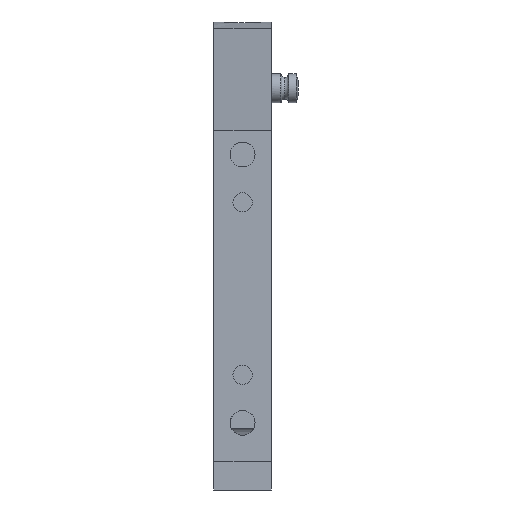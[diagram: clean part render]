
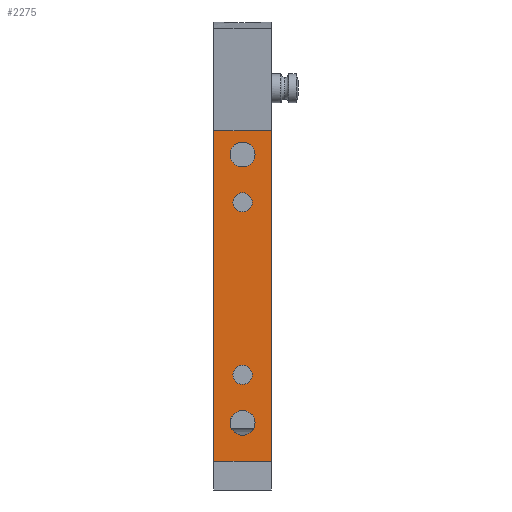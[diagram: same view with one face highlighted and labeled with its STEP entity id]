
A CAD part, front view. The second image highlights one B-rep face of the part: STEP entity #2275.
In plain terms, the highlighted planar face has unit normal (0, -1, 0).
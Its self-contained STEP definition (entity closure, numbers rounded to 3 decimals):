
#8 = VECTOR ( 'NONE', #2118, 1000. ) ;
#30 = LINE ( 'NONE', #1999, #303 ) ;
#303 = VECTOR ( 'NONE', #1036, 1000. ) ;
#354 = CIRCLE ( 'NONE', #2335, 1.3 ) ;
#367 = CARTESIAN_POINT ( 'NONE',  ( 0., -28., -22. ) ) ;
#433 = EDGE_LOOP ( 'NONE', ( #1878, #2478 ) ) ;
#480 = VERTEX_POINT ( 'NONE', #1046 ) ;
#511 = DIRECTION ( 'NONE',  ( 0., 0., 1. ) ) ;
#587 = AXIS2_PLACEMENT_3D ( 'NONE', #1990, #3188, #511 ) ;
#641 = DIRECTION ( 'NONE',  ( 0., 0., -1. ) ) ;
#733 = CARTESIAN_POINT ( 'NONE',  ( 0., -28., -20.7 ) ) ;
#766 = PLANE ( 'NONE',  #587 ) ;
#817 = DIRECTION ( 'NONE',  ( 0., 0., -1. ) ) ;
#825 = FACE_OUTER_BOUND ( 'NONE', #2092, .T. ) ;
#941 = VERTEX_POINT ( 'NONE', #1038 ) ;
#1036 = DIRECTION ( 'NONE',  ( -1., 0., 0. ) ) ;
#1038 = CARTESIAN_POINT ( 'NONE',  ( -3., -28., 8.5 ) ) ;
#1046 = CARTESIAN_POINT ( 'NONE',  ( 3., -28., 8.5 ) ) ;
#1054 = VECTOR ( 'NONE', #641, 1000. ) ;
#1072 = ORIENTED_EDGE ( 'NONE', *, *, #2685, .F. ) ;
#1073 = FACE_BOUND ( 'NONE', #433, .T. ) ;
#1157 = AXIS2_PLACEMENT_3D ( 'NONE', #1245, #2229, #1774 ) ;
#1179 = VERTEX_POINT ( 'NONE', #1514 ) ;
#1187 = VERTEX_POINT ( 'NONE', #2031 ) ;
#1242 = ORIENTED_EDGE ( 'NONE', *, *, #2123, .F. ) ;
#1245 = CARTESIAN_POINT ( 'NONE',  ( 0., -28., -22. ) ) ;
#1282 = VERTEX_POINT ( 'NONE', #2418 ) ;
#1368 = CARTESIAN_POINT ( 'NONE',  ( 0., -28., 6. ) ) ;
#1425 = VERTEX_POINT ( 'NONE', #1521 ) ;
#1464 = DIRECTION ( 'NONE',  ( -1., 0., 0. ) ) ;
#1467 = EDGE_CURVE ( 'NONE', #1773, #1491, #2146, .T. ) ;
#1491 = VERTEX_POINT ( 'NONE', #733 ) ;
#1514 = CARTESIAN_POINT ( 'NONE',  ( 3., -28., -26. ) ) ;
#1521 = CARTESIAN_POINT ( 'NONE',  ( -3., -28., -26. ) ) ;
#1550 = ORIENTED_EDGE ( 'NONE', *, *, #2198, .T. ) ;
#1568 = CARTESIAN_POINT ( 'NONE',  ( 3., -28., 8.5 ) ) ;
#1581 = DIRECTION ( 'NONE',  ( 0., 0., -1. ) ) ;
#1647 = DIRECTION ( 'NONE',  ( 0., -1., 0. ) ) ;
#1773 = VERTEX_POINT ( 'NONE', #1866 ) ;
#1774 = DIRECTION ( 'NONE',  ( 0., 0., -1. ) ) ;
#1778 = EDGE_CURVE ( 'NONE', #941, #1425, #2779, .T. ) ;
#1866 = CARTESIAN_POINT ( 'NONE',  ( 0., -28., -23.3 ) ) ;
#1878 = ORIENTED_EDGE ( 'NONE', *, *, #1467, .F. ) ;
#1990 = CARTESIAN_POINT ( 'NONE',  ( 3., -28., 8.5 ) ) ;
#1999 = CARTESIAN_POINT ( 'NONE',  ( 3., -28., -26. ) ) ;
#2031 = CARTESIAN_POINT ( 'NONE',  ( 0., -28., 7.3 ) ) ;
#2037 = ORIENTED_EDGE ( 'NONE', *, *, #2473, .F. ) ;
#2086 = DIRECTION ( 'NONE',  ( 0., 0., -1. ) ) ;
#2092 = EDGE_LOOP ( 'NONE', ( #2871, #1072, #1242, #1550 ) ) ;
#2118 = DIRECTION ( 'NONE',  ( 0., 0., -1. ) ) ;
#2123 = EDGE_CURVE ( 'NONE', #480, #1179, #2931, .T. ) ;
#2146 = CIRCLE ( 'NONE', #1157, 1.3 ) ;
#2198 = EDGE_CURVE ( 'NONE', #480, #941, #2494, .T. ) ;
#2228 = CIRCLE ( 'NONE', #2487, 1.3 ) ;
#2229 = DIRECTION ( 'NONE',  ( 0., -1., 0. ) ) ;
#2232 = EDGE_LOOP ( 'NONE', ( #2267, #2037 ) ) ;
#2267 = ORIENTED_EDGE ( 'NONE', *, *, #2841, .F. ) ;
#2275 = ADVANCED_FACE ( 'NONE', ( #2744, #1073, #825 ), #766, .F. ) ;
#2335 = AXIS2_PLACEMENT_3D ( 'NONE', #367, #1647, #2086 ) ;
#2356 = CARTESIAN_POINT ( 'NONE',  ( 0., -28., 6. ) ) ;
#2399 = CARTESIAN_POINT ( 'NONE',  ( 3., -28., 8.5 ) ) ;
#2418 = CARTESIAN_POINT ( 'NONE',  ( 0., -28., 4.7 ) ) ;
#2454 = EDGE_CURVE ( 'NONE', #1491, #1773, #354, .T. ) ;
#2473 = EDGE_CURVE ( 'NONE', #1187, #1282, #2641, .T. ) ;
#2478 = ORIENTED_EDGE ( 'NONE', *, *, #2454, .F. ) ;
#2487 = AXIS2_PLACEMENT_3D ( 'NONE', #1368, #3044, #817 ) ;
#2494 = LINE ( 'NONE', #1568, #2808 ) ;
#2641 = CIRCLE ( 'NONE', #3153, 1.3 ) ;
#2685 = EDGE_CURVE ( 'NONE', #1179, #1425, #30, .T. ) ;
#2744 = FACE_BOUND ( 'NONE', #2232, .T. ) ;
#2779 = LINE ( 'NONE', #3047, #8 ) ;
#2808 = VECTOR ( 'NONE', #1464, 1000. ) ;
#2841 = EDGE_CURVE ( 'NONE', #1282, #1187, #2228, .T. ) ;
#2852 = DIRECTION ( 'NONE',  ( 0., -1., 0. ) ) ;
#2871 = ORIENTED_EDGE ( 'NONE', *, *, #1778, .T. ) ;
#2931 = LINE ( 'NONE', #2399, #1054 ) ;
#3044 = DIRECTION ( 'NONE',  ( 0., -1., 0. ) ) ;
#3047 = CARTESIAN_POINT ( 'NONE',  ( -3., -28., 8.5 ) ) ;
#3153 = AXIS2_PLACEMENT_3D ( 'NONE', #2356, #2852, #1581 ) ;
#3188 = DIRECTION ( 'NONE',  ( 0., 1., 0. ) ) ;
